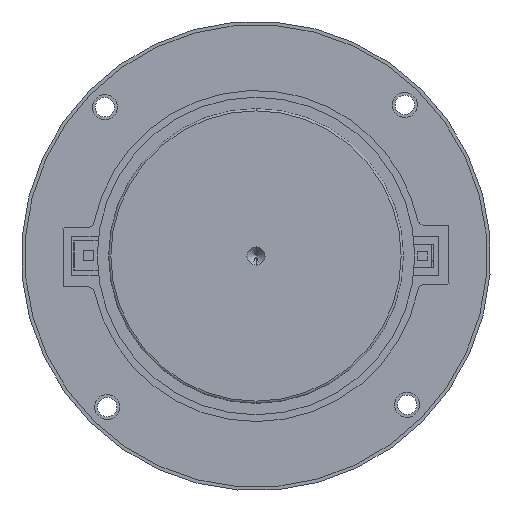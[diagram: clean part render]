
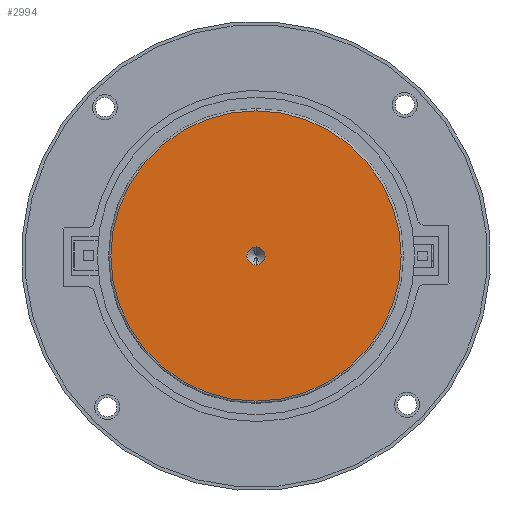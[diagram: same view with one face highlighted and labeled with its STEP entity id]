
A CAD part, front view. The second image highlights one B-rep face of the part: STEP entity #2994.
In plain terms, the highlighted planar face has unit normal (0, -1, 0).
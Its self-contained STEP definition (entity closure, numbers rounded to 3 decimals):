
#381 = ORIENTED_EDGE ( 'NONE', *, *, #1277, .T. ) ;
#854 = AXIS2_PLACEMENT_3D ( 'NONE', #978, #8077, #5953 ) ;
#978 = CARTESIAN_POINT ( 'NONE',  ( 14.667, -9.85, 65. ) ) ;
#992 = CARTESIAN_POINT ( 'NONE',  ( 14.667, -9.85, 65. ) ) ;
#1122 = DIRECTION ( 'NONE',  ( 0., -1., 0. ) ) ;
#1127 = CARTESIAN_POINT ( 'NONE',  ( 14.667, -9.85, 65. ) ) ;
#1152 = CIRCLE ( 'NONE', #854, 32. ) ;
#1277 = EDGE_CURVE ( 'NONE', #8284, #5873, #1788, .T. ) ;
#1349 = ORIENTED_EDGE ( 'NONE', *, *, #6432, .T. ) ;
#1788 = CIRCLE ( 'NONE', #5624, 32. ) ;
#1828 = EDGE_CURVE ( 'NONE', #2216, #6971, #3725, .T. ) ;
#2216 = VERTEX_POINT ( 'NONE', #8611 ) ;
#2280 = AXIS2_PLACEMENT_3D ( 'NONE', #1127, #4426, #5839 ) ;
#2355 = DIRECTION ( 'NONE',  ( 0., 0., 1. ) ) ;
#2426 = CARTESIAN_POINT ( 'NONE',  ( 14.667, -9.85, 33. ) ) ;
#2786 = CARTESIAN_POINT ( 'NONE',  ( 14.667, -9.85, 97. ) ) ;
#2994 = ADVANCED_FACE ( 'NONE', ( #8970, #4154 ), #3486, .F. ) ;
#3011 = CARTESIAN_POINT ( 'NONE',  ( -17.833, -9.85, 65. ) ) ;
#3067 = ORIENTED_EDGE ( 'NONE', *, *, #9019, .F. ) ;
#3279 = AXIS2_PLACEMENT_3D ( 'NONE', #4150, #6935, #6265 ) ;
#3486 = PLANE ( 'NONE',  #8792 ) ;
#3725 = CIRCLE ( 'NONE', #3279, 2. ) ;
#3942 = DIRECTION ( 'NONE',  ( 0., 0., 1. ) ) ;
#4150 = CARTESIAN_POINT ( 'NONE',  ( 14.667, -9.85, 65. ) ) ;
#4154 = FACE_OUTER_BOUND ( 'NONE', #8270, .T. ) ;
#4301 = DIRECTION ( 'NONE',  ( 0., 1., 0. ) ) ;
#4426 = DIRECTION ( 'NONE',  ( 0., -1., 0. ) ) ;
#5396 = EDGE_LOOP ( 'NONE', ( #3067, #7303 ) ) ;
#5624 = AXIS2_PLACEMENT_3D ( 'NONE', #992, #1122, #3942 ) ;
#5839 = DIRECTION ( 'NONE',  ( 0., 0., -1. ) ) ;
#5873 = VERTEX_POINT ( 'NONE', #2426 ) ;
#5953 = DIRECTION ( 'NONE',  ( 0., 0., 1. ) ) ;
#6265 = DIRECTION ( 'NONE',  ( 0., 0., -1. ) ) ;
#6432 = EDGE_CURVE ( 'NONE', #5873, #8284, #1152, .T. ) ;
#6935 = DIRECTION ( 'NONE',  ( 0., -1., 0. ) ) ;
#6971 = VERTEX_POINT ( 'NONE', #8852 ) ;
#7303 = ORIENTED_EDGE ( 'NONE', *, *, #1828, .F. ) ;
#7410 = CIRCLE ( 'NONE', #2280, 2. ) ;
#8077 = DIRECTION ( 'NONE',  ( 0., -1., 0. ) ) ;
#8270 = EDGE_LOOP ( 'NONE', ( #381, #1349 ) ) ;
#8284 = VERTEX_POINT ( 'NONE', #2786 ) ;
#8611 = CARTESIAN_POINT ( 'NONE',  ( 14.667, -9.85, 67. ) ) ;
#8792 = AXIS2_PLACEMENT_3D ( 'NONE', #3011, #4301, #2355 ) ;
#8852 = CARTESIAN_POINT ( 'NONE',  ( 14.667, -9.85, 63. ) ) ;
#8970 = FACE_BOUND ( 'NONE', #5396, .T. ) ;
#9019 = EDGE_CURVE ( 'NONE', #6971, #2216, #7410, .T. ) ;
